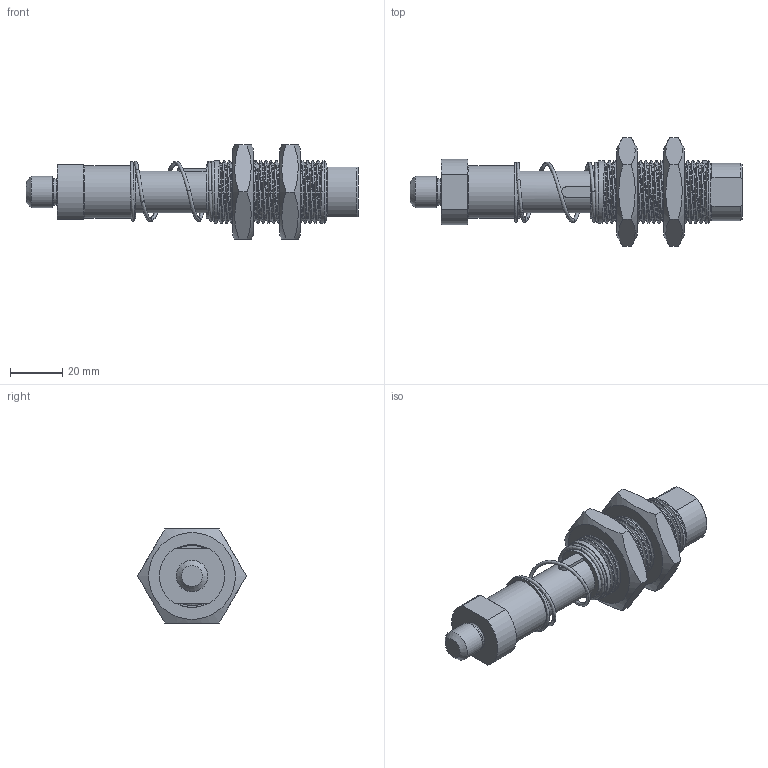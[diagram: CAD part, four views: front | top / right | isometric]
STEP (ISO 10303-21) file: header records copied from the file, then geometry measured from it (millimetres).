
FILE_DESCRIPTION(/* description */ (''),/* implementation_level */ '2;1');
FILE_NAME(/* name */ 'TPGC990032.stp',/* time_stamp */ '2020-06-05T11:04:43+02:00',/* author */ ('jve'),/* organization */ (''),/* preprocessor_version */ 'ST-DEVELOPER v17.2',/* originating_system */ 'Autodesk Inventor 2019',/* authorisation */ '');
FILE_SCHEMA (('CONFIG_CONTROL_DESIGN'));
Length unit declared in the file: millimetre
Products named in the file (10): TPGC990032; E0117667; E0117664; 71.0404040; E0070922; 60.1200124; E0123210; M44665; Compress Spring; Compress Spring11
Assembly tree (10 placements, depth 5):
  TPGC990032
    E0117667
      E0117664
      71.0404040
      E0070922
      60.1200124  x2
      E0123210
      M44665
        Compress Spring
          Compress Spring11
Bounding box: 127 x 41.57 x 36 mm (x, y, z)
Volume: 52544.8 mm3; surface area: 24535.9 mm2
Topology: 7 solids, 7 shells, 144 faces, 381 edges, 257 vertices
Faces by surface type: cylinder 60, plane 49, cone 18, bspline 13, torus 4
Full cylindrical faces by diameter (mm): 7 x1, 8 x1, 10 x1, 12 x1, 16 x1, 20 x2, 20.752 x2, 22 x19, 24 x20
Entity records: 9293 total; most frequent: CARTESIAN_POINT 5833, ORIENTED_EDGE 698, DIRECTION 609, EDGE_CURVE 349, AXIS2_PLACEMENT_3D 245, VERTEX_POINT 236, EDGE_LOOP 143, FACE_OUTER_BOUND 131
